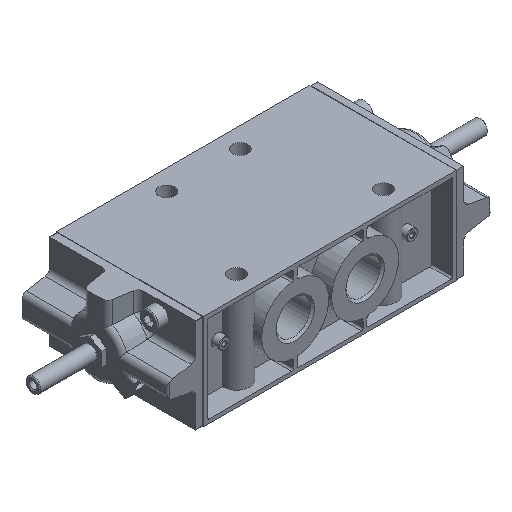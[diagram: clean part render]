
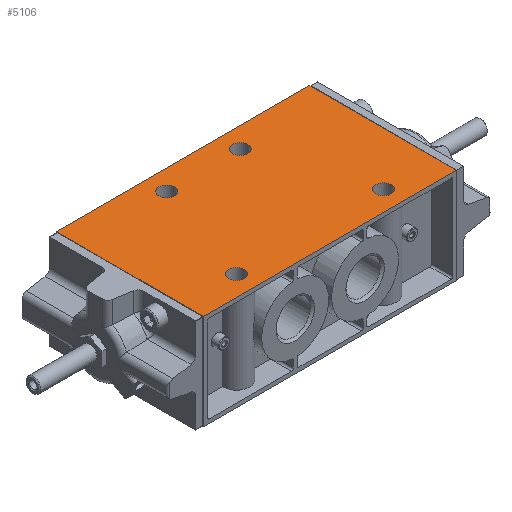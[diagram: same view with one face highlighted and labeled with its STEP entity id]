
A CAD part, isometric view. The second image highlights one B-rep face of the part: STEP entity #5106.
In plain terms, the highlighted planar face has unit normal (0, 0, 1).
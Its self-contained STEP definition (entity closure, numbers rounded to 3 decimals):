
#511=LINE('',#8602,#828);
#513=LINE('',#8610,#830);
#514=LINE('',#8612,#831);
#515=LINE('',#8614,#832);
#828=VECTOR('',#6591,1000.);
#830=VECTOR('',#6599,1000.);
#831=VECTOR('',#6600,1000.);
#832=VECTOR('',#6601,1000.);
#1426=ORIENTED_EDGE('',*,*,#2791,.T.);
#1427=ORIENTED_EDGE('',*,*,#2792,.T.);
#1428=ORIENTED_EDGE('',*,*,#2793,.F.);
#1429=ORIENTED_EDGE('',*,*,#2794,.T.);
#1430=ORIENTED_EDGE('',*,*,#2795,.T.);
#1431=ORIENTED_EDGE('',*,*,#2789,.T.);
#1432=ORIENTED_EDGE('',*,*,#2796,.T.);
#1433=ORIENTED_EDGE('',*,*,#2797,.T.);
#2789=EDGE_CURVE('',#3428,#3427,#511,.T.);
#2791=EDGE_CURVE('',#3429,#3429,#3773,.F.);
#2792=EDGE_CURVE('',#3430,#3430,#3774,.F.);
#2793=EDGE_CURVE('',#3431,#3427,#513,.T.);
#2794=EDGE_CURVE('',#3431,#3432,#514,.T.);
#2795=EDGE_CURVE('',#3432,#3428,#515,.T.);
#2796=EDGE_CURVE('',#3433,#3433,#3775,.F.);
#2797=EDGE_CURVE('',#3434,#3434,#3776,.F.);
#3427=VERTEX_POINT('',#8601);
#3428=VERTEX_POINT('',#8603);
#3429=VERTEX_POINT('',#8607);
#3430=VERTEX_POINT('',#8609);
#3431=VERTEX_POINT('',#8611);
#3432=VERTEX_POINT('',#8613);
#3433=VERTEX_POINT('',#8616);
#3434=VERTEX_POINT('',#8618);
#3773=CIRCLE('',#5589,4.25);
#3774=CIRCLE('',#5590,4.25);
#3775=CIRCLE('',#5591,4.25);
#3776=CIRCLE('',#5592,4.25);
#4039=EDGE_LOOP('',(#1426));
#4040=EDGE_LOOP('',(#1427));
#4041=EDGE_LOOP('',(#1428,#1429,#1430,#1431));
#4042=EDGE_LOOP('',(#1432));
#4043=EDGE_LOOP('',(#1433));
#4502=FACE_BOUND('',#4039,.T.);
#4503=FACE_BOUND('',#4040,.T.);
#4504=FACE_BOUND('',#4041,.T.);
#4505=FACE_BOUND('',#4042,.T.);
#4506=FACE_BOUND('',#4043,.T.);
#4905=PLANE('',#5588);
#5106=ADVANCED_FACE('',(#4502,#4503,#4504,#4505,#4506),#4905,.T.);
#5588=AXIS2_PLACEMENT_3D('',#8605,#6593,#6594);
#5589=AXIS2_PLACEMENT_3D('',#8606,#6595,#6596);
#5590=AXIS2_PLACEMENT_3D('',#8608,#6597,#6598);
#5591=AXIS2_PLACEMENT_3D('',#8615,#6602,#6603);
#5592=AXIS2_PLACEMENT_3D('',#8617,#6604,#6605);
#6591=DIRECTION('',(-1.,0.,0.));
#6593=DIRECTION('',(0.,0.,1.));
#6594=DIRECTION('',(1.,0.,0.));
#6595=DIRECTION('',(0.,0.,1.));
#6596=DIRECTION('',(1.,0.,0.));
#6597=DIRECTION('',(0.,0.,1.));
#6598=DIRECTION('',(1.,0.,0.));
#6599=DIRECTION('',(0.,1.,0.));
#6600=DIRECTION('',(1.,0.,0.));
#6601=DIRECTION('',(0.,1.,0.));
#6602=DIRECTION('',(0.,0.,1.));
#6603=DIRECTION('',(1.,0.,0.));
#6604=DIRECTION('',(0.,0.,1.));
#6605=DIRECTION('',(1.,0.,0.));
#8601=CARTESIAN_POINT('',(-69.,80.,26.));
#8602=CARTESIAN_POINT('',(88.,80.,26.));
#8603=CARTESIAN_POINT('',(69.,80.,26.));
#8605=CARTESIAN_POINT('',(-86.5,1.653,26.));
#8606=CARTESIAN_POINT('',(-20.,69.,26.));
#8607=CARTESIAN_POINT('',(-15.75,69.,26.));
#8608=CARTESIAN_POINT('',(20.,69.,26.));
#8609=CARTESIAN_POINT('',(24.25,69.,26.));
#8610=CARTESIAN_POINT('',(-69.,1.653,26.));
#8611=CARTESIAN_POINT('',(-69.,0.,26.));
#8612=CARTESIAN_POINT('',(-69.,0.,26.));
#8613=CARTESIAN_POINT('',(69.,0.,26.));
#8614=CARTESIAN_POINT('',(69.,1.653,26.));
#8615=CARTESIAN_POINT('',(40.,11.,26.));
#8616=CARTESIAN_POINT('',(44.25,11.,26.));
#8617=CARTESIAN_POINT('',(-40.,11.,26.));
#8618=CARTESIAN_POINT('',(-35.75,11.,26.));
